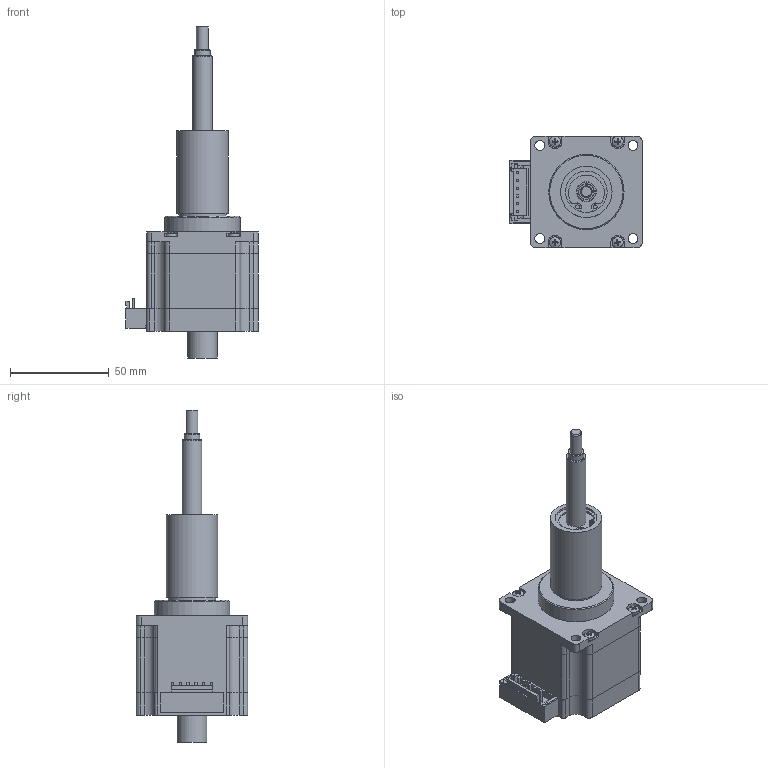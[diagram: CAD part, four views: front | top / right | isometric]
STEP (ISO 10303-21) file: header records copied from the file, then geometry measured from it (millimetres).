
FILE_DESCRIPTION(/* description */ (''),/* implementation_level */ '2;1');
FILE_NAME(/* name */ '零件4.stp',/* time_stamp */ '2020-09-21T09:12:21+08:00',/* author */ ('tao.xu'),/* organization */ (''),/* preprocessor_version */ 'ST-DEVELOPER v18',/* originating_system */ 'Autodesk Inventor 2020',/* authorisation */ '');
FILE_SCHEMA (('AUTOMOTIVE_DESIGN { 1 0 10303 214 3 1 1 }'));
Length unit declared in the file: millimetre
Products named in the file (1): 零件4
Bounding box: 66.9 x 56.54 x 168 mm (x, y, z)
Volume: 179179 mm3; surface area: 35237 mm2
Topology: 1 solids, 22 shells, 615 faces, 1639 edges, 1079 vertices
Faces by surface type: plane 412, cylinder 126, cone 53, torus 20, sphere 4
Full cylindrical faces by diameter (mm): 2 x4, 2.5 x10, 2.675 x4, 3 x4, 3.2 x4, 3.4 x6, 5 x4, 6 x1, 8 x1, 9.525 x1, 10 x1, 12 x1, 15 x1, 16.5 x1, 21 x1, 22 x1, 24 x1, 26 x1, 38.1 x1
Entity records: 20400 total; most frequent: CARTESIAN_POINT 4197, ORIENTED_EDGE 3272, DIRECTION 3182, EDGE_CURVE 1636, VERTEX_POINT 1081, LINE 1066, VECTOR 1066, AXIS2_PLACEMENT_3D 1058
